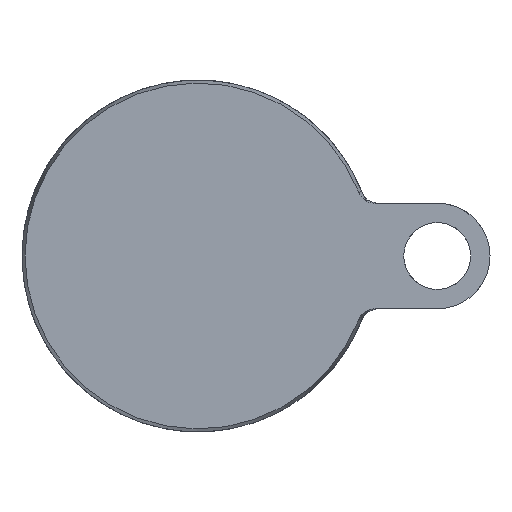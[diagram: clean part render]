
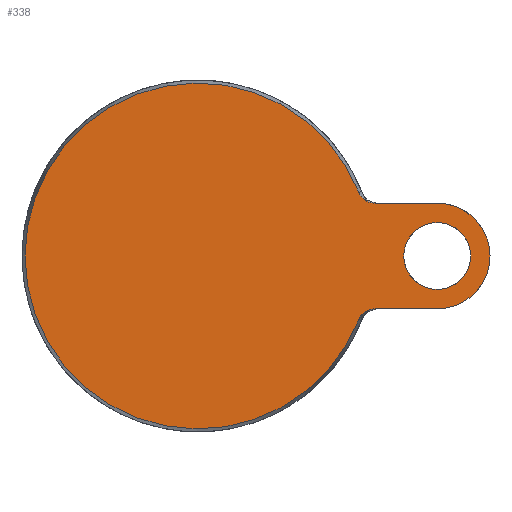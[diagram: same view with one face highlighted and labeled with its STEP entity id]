
A CAD part, front view. The second image highlights one B-rep face of the part: STEP entity #338.
In plain terms, the highlighted planar face has unit normal (0, -1, 0).
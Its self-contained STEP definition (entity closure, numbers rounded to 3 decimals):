
#2 = CARTESIAN_POINT ( 'NONE',  ( 68., 0., 0. ) ) ;
#29 = CARTESIAN_POINT ( 'NONE',  ( 47.955, 0., 15.598 ) ) ;
#35 = VECTOR ( 'NONE', #89, 1000. ) ;
#43 = DIRECTION ( 'NONE',  ( 0., 0., -1. ) ) ;
#44 = FACE_OUTER_BOUND ( 'NONE', #292, .T. ) ;
#45 = VERTEX_POINT ( 'NONE', #175 ) ;
#89 = DIRECTION ( 'NONE',  ( 1., 0., 0. ) ) ;
#99 = B_SPLINE_CURVE_WITH_KNOTS ( 'NONE', 3,
 ( #978, #801, #386, #203, #116, #29, #717, #556, #553, #293, #722, #889, #1076, #120 ),
 .UNSPECIFIED., .F., .F.,
 ( 4, 2, 2, 2, 2, 2, 4 ),
 ( 0., 0.001, 0.002, 0.003, 0.004, 0.004, 0.006 ),
 .UNSPECIFIED. ) ;
#108 = CARTESIAN_POINT ( 'NONE',  ( 49.363, 0., -15.093 ) ) ;
#116 = CARTESIAN_POINT ( 'NONE',  ( 48.407, 0., 15.384 ) ) ;
#120 = CARTESIAN_POINT ( 'NONE',  ( 45.66, 0., 18.169 ) ) ;
#129 = AXIS2_PLACEMENT_3D ( 'NONE', #396, #197, #43 ) ;
#138 = EDGE_CURVE ( 'NONE', #571, #552, #265, .T. ) ;
#141 = VERTEX_POINT ( 'NONE', #600 ) ;
#166 = CIRCLE ( 'NONE', #815, 15. ) ;
#167 = CARTESIAN_POINT ( 'NONE',  ( 48.405, 0., -15.385 ) ) ;
#175 = CARTESIAN_POINT ( 'NONE',  ( 68., 0., -15. ) ) ;
#194 = LINE ( 'NONE', #1055, #864 ) ;
#197 = DIRECTION ( 'NONE',  ( 0., -1., 0. ) ) ;
#203 = CARTESIAN_POINT ( 'NONE',  ( 48.644, 0., 15.292 ) ) ;
#204 = B_SPLINE_CURVE_WITH_KNOTS ( 'NONE', 3,
 ( #931, #243, #598, #877, #1017, #604, #418, #687, #759, #167, #1040, #682, #108, #253, #1108, #512 ),
 .UNSPECIFIED., .F., .F.,
 ( 4, 2, 2, 2, 2, 2, 2, 4 ),
 ( 0., 0.001, 0.002, 0.003, 0.004, 0.004, 0.005, 0.006 ),
 .UNSPECIFIED. ) ;
#205 = DIRECTION ( 'NONE',  ( 0., 1., 0. ) ) ;
#218 = PLANE ( 'NONE',  #472 ) ;
#225 = FACE_BOUND ( 'NONE', #240, .T. ) ;
#240 = EDGE_LOOP ( 'NONE', ( #915 ) ) ;
#243 = CARTESIAN_POINT ( 'NONE',  ( 45.848, 0., -17.699 ) ) ;
#249 = EDGE_CURVE ( 'NONE', #45, #141, #194, .T. ) ;
#253 = CARTESIAN_POINT ( 'NONE',  ( 49.862, 0., -15.019 ) ) ;
#265 = LINE ( 'NONE', #275, #35 ) ;
#268 = VERTEX_POINT ( 'NONE', #873 ) ;
#275 = CARTESIAN_POINT ( 'NONE',  ( 15., 0., 15. ) ) ;
#280 = CIRCLE ( 'NONE', #777, 9.5 ) ;
#292 = EDGE_LOOP ( 'NONE', ( #851, #1094, #751, #341, #905, #545 ) ) ;
#293 = CARTESIAN_POINT ( 'NONE',  ( 46.751, 0., 16.495 ) ) ;
#305 = VERTEX_POINT ( 'NONE', #1060 ) ;
#338 = ADVANCED_FACE ( 'NONE', ( #44, #225 ), #218, .F. ) ;
#341 = ORIENTED_EDGE ( 'NONE', *, *, #533, .T. ) ;
#356 = DIRECTION ( 'NONE',  ( 0., 0., -1. ) ) ;
#386 = CARTESIAN_POINT ( 'NONE',  ( 49.366, 0., 15.074 ) ) ;
#396 = CARTESIAN_POINT ( 'NONE',  ( 0., 0., 0. ) ) ;
#418 = CARTESIAN_POINT ( 'NONE',  ( 47.314, 0., -16.005 ) ) ;
#435 = CARTESIAN_POINT ( 'NONE',  ( 68., 0., 15. ) ) ;
#472 = AXIS2_PLACEMENT_3D ( 'NONE', #737, #922, #565 ) ;
#512 = CARTESIAN_POINT ( 'NONE',  ( 50.366, 0., -15. ) ) ;
#533 = EDGE_CURVE ( 'NONE', #305, #141, #204, .T. ) ;
#545 = ORIENTED_EDGE ( 'NONE', *, *, #921, .F. ) ;
#552 = VERTEX_POINT ( 'NONE', #435 ) ;
#553 = CARTESIAN_POINT ( 'NONE',  ( 47.122, 0., 16.157 ) ) ;
#554 = DIRECTION ( 'NONE',  ( 0., 0., 1. ) ) ;
#556 = CARTESIAN_POINT ( 'NONE',  ( 47.322, 0., 16. ) ) ;
#564 = EDGE_CURVE ( 'NONE', #1061, #305, #616, .T. ) ;
#565 = DIRECTION ( 'NONE',  ( 0., 0., 1. ) ) ;
#571 = VERTEX_POINT ( 'NONE', #1077 ) ;
#598 = CARTESIAN_POINT ( 'NONE',  ( 46.1, 0., -17.269 ) ) ;
#600 = CARTESIAN_POINT ( 'NONE',  ( 50.366, 0., -15. ) ) ;
#604 = CARTESIAN_POINT ( 'NONE',  ( 47.118, 0., -16.16 ) ) ;
#616 = CIRCLE ( 'NONE', #129, 49.143 ) ;
#638 = CARTESIAN_POINT ( 'NONE',  ( 68., 0., 0. ) ) ;
#658 = EDGE_CURVE ( 'NONE', #268, #268, #280, .T. ) ;
#682 = CARTESIAN_POINT ( 'NONE',  ( 49.116, 0., -15.149 ) ) ;
#687 = CARTESIAN_POINT ( 'NONE',  ( 47.73, 0., -15.726 ) ) ;
#698 = DIRECTION ( 'NONE',  ( 0., 1., 0. ) ) ;
#717 = CARTESIAN_POINT ( 'NONE',  ( 47.738, 0., 15.721 ) ) ;
#722 = CARTESIAN_POINT ( 'NONE',  ( 46.58, 0., 16.677 ) ) ;
#737 = CARTESIAN_POINT ( 'NONE',  ( -49.143, 0., 0. ) ) ;
#751 = ORIENTED_EDGE ( 'NONE', *, *, #564, .T. ) ;
#759 = CARTESIAN_POINT ( 'NONE',  ( 47.952, 0., -15.6 ) ) ;
#777 = AXIS2_PLACEMENT_3D ( 'NONE', #638, #205, #554 ) ;
#796 = CARTESIAN_POINT ( 'NONE',  ( 45.66, 0., 18.169 ) ) ;
#801 = CARTESIAN_POINT ( 'NONE',  ( 49.86, 0., 15. ) ) ;
#815 = AXIS2_PLACEMENT_3D ( 'NONE', #2, #698, #356 ) ;
#851 = ORIENTED_EDGE ( 'NONE', *, *, #138, .F. ) ;
#864 = VECTOR ( 'NONE', #878, 1000. ) ;
#873 = CARTESIAN_POINT ( 'NONE',  ( 68., 0., 9.5 ) ) ;
#877 = CARTESIAN_POINT ( 'NONE',  ( 46.575, 0., -16.681 ) ) ;
#878 = DIRECTION ( 'NONE',  ( -1., 0., 0. ) ) ;
#889 = CARTESIAN_POINT ( 'NONE',  ( 46.108, 0., 17.258 ) ) ;
#905 = ORIENTED_EDGE ( 'NONE', *, *, #249, .F. ) ;
#915 = ORIENTED_EDGE ( 'NONE', *, *, #658, .T. ) ;
#921 = EDGE_CURVE ( 'NONE', #552, #45, #166, .T. ) ;
#922 = DIRECTION ( 'NONE',  ( 0., 1., 0. ) ) ;
#931 = CARTESIAN_POINT ( 'NONE',  ( 45.66, 0., -18.169 ) ) ;
#978 = CARTESIAN_POINT ( 'NONE',  ( 50.366, 0., 15. ) ) ;
#1017 = CARTESIAN_POINT ( 'NONE',  ( 46.749, 0., -16.497 ) ) ;
#1040 = CARTESIAN_POINT ( 'NONE',  ( 48.637, 0., -15.295 ) ) ;
#1055 = CARTESIAN_POINT ( 'NONE',  ( 15., 0., -15. ) ) ;
#1060 = CARTESIAN_POINT ( 'NONE',  ( 45.66, 0., -18.169 ) ) ;
#1061 = VERTEX_POINT ( 'NONE', #796 ) ;
#1076 = CARTESIAN_POINT ( 'NONE',  ( 45.848, 0., 17.699 ) ) ;
#1077 = CARTESIAN_POINT ( 'NONE',  ( 50.366, 0., 15. ) ) ;
#1090 = EDGE_CURVE ( 'NONE', #571, #1061, #99, .T. ) ;
#1094 = ORIENTED_EDGE ( 'NONE', *, *, #1090, .T. ) ;
#1108 = CARTESIAN_POINT ( 'NONE',  ( 50.113, 0., -15. ) ) ;
